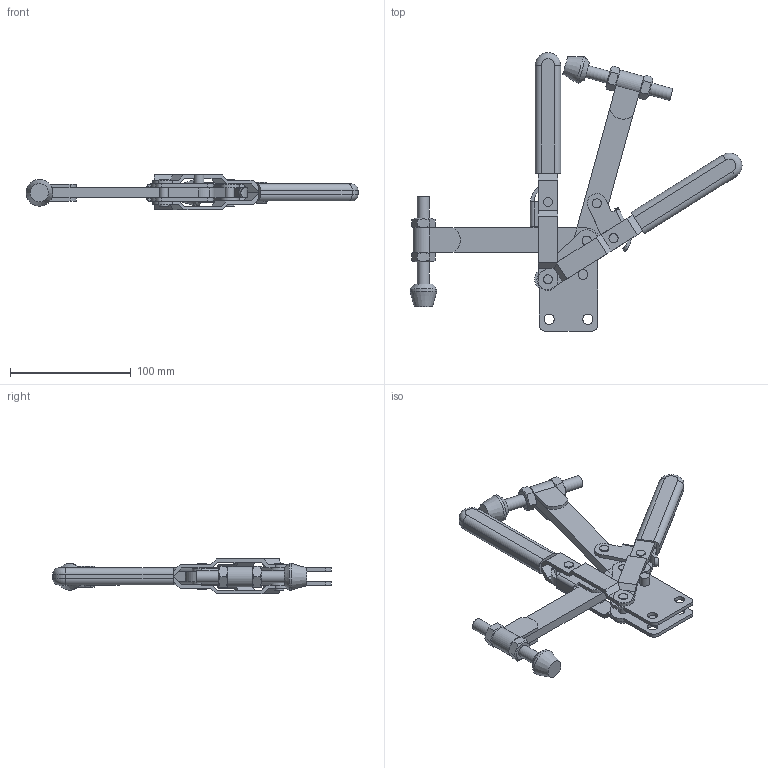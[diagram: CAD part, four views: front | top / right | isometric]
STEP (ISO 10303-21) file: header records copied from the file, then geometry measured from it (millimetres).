
FILE_DESCRIPTION((''),'2;1');
FILE_NAME('TD_2_10_SB_TUENKERS.stp','2011-02-04T12:08:56',('huberm'),(''),'Autodesk Inventor 2010','Autodesk Inventor 2010','');
FILE_SCHEMA(('AUTOMOTIVE_DESIGN { 1 0 10303 214 1 1 1 1 }'));
Length unit declared in the file: millimetre
Products named in the file (1): Bauteil4
Bounding box: 274.61 x 230.5 x 29.75 mm (x, y, z)
Volume: 182886.9 mm3; surface area: 73685.7 mm2
Topology: 1 solids, 3 shells, 328 faces, 866 edges, 549 vertices
Faces by surface type: plane 179, cylinder 95, bspline 38, cone 12, torus 4
Full cylindrical faces by diameter (mm): 7.5 x18, 8 x1, 8.5 x4, 10 x6, 22.2 x2
Entity records: 10206 total; most frequent: CARTESIAN_POINT 2018, ORIENTED_EDGE 1620, DIRECTION 1563, EDGE_CURVE 810, VERTEX_POINT 533, AXIS2_PLACEMENT_3D 522, VECTOR 519, LINE 519
